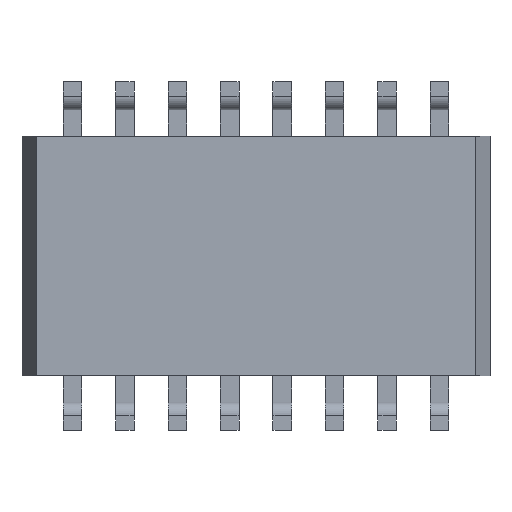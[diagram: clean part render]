
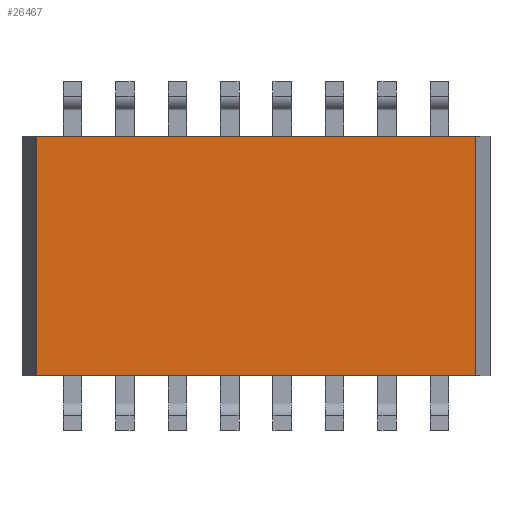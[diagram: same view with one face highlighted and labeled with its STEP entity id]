
A CAD part, front view. The second image highlights one B-rep face of the part: STEP entity #26467.
In plain terms, the highlighted planar face has unit normal (0, -1, 0).
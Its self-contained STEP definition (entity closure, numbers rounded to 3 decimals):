
#421 = CARTESIAN_POINT ( 'NONE',  ( -5.315, -0.75, 2.9 ) ) ;
#422 = CARTESIAN_POINT ( 'NONE',  ( 5.315, -0.75, 2.9 ) ) ;
#460 = CARTESIAN_POINT ( 'NONE',  ( 5.315, -0.75, -2.9 ) ) ;
#461 = CARTESIAN_POINT ( 'NONE',  ( -5.315, -0.75, -2.9 ) ) ;
#1701 = PLANE ( 'NONE',  #12183 ) ;
#1702 = CARTESIAN_POINT ( 'NONE',  ( -5.665, -0.75, 2.9 ) ) ;
#1703 = DIRECTION ( 'NONE',  ( 0., 1., 0. ) ) ;
#1704 = DIRECTION ( 'NONE',  ( 0., 0., 1. ) ) ;
#2545 = CARTESIAN_POINT ( 'NONE',  ( -5.665, -0.75, 2.9 ) ) ;
#2546 = DIRECTION ( 'NONE',  ( 1., 0., 0. ) ) ;
#2629 = CARTESIAN_POINT ( 'NONE',  ( -5.665, -0.75, -2.9 ) ) ;
#2630 = DIRECTION ( 'NONE',  ( -1., 0., 0. ) ) ;
#2637 = CARTESIAN_POINT ( 'NONE',  ( -5.315, -0.75, -2.9 ) ) ;
#2638 = DIRECTION ( 'NONE',  ( 0., 0., 1. ) ) ;
#2639 = CARTESIAN_POINT ( 'NONE',  ( 5.315, -0.75, -2.9 ) ) ;
#2640 = DIRECTION ( 'NONE',  ( 0., 0., 1. ) ) ;
#2918 = LINE ( 'NONE', #2545, #29999 ) ;
#2961 = LINE ( 'NONE', #2629, #30041 ) ;
#2965 = LINE ( 'NONE', #2637, #30045 ) ;
#2966 = LINE ( 'NONE', #2639, #30046 ) ;
#11058 = VERTEX_POINT ( 'NONE', #421 ) ;
#11059 = VERTEX_POINT ( 'NONE', #422 ) ;
#11097 = VERTEX_POINT ( 'NONE', #460 ) ;
#11098 = VERTEX_POINT ( 'NONE', #461 ) ;
#12183 = AXIS2_PLACEMENT_3D ( 'NONE', #1702, #1703, #1704 ) ;
#15614 = FACE_OUTER_BOUND ( 'NONE', #20322, .T. ) ;
#20322 = EDGE_LOOP ( 'NONE', ( #21832, #21833, #21831, #21834 ) ) ;
#21831 = ORIENTED_EDGE ( 'NONE', *, *, #26617, .F. ) ;
#21832 = ORIENTED_EDGE ( 'NONE', *, *, #26575, .F. ) ;
#21833 = ORIENTED_EDGE ( 'NONE', *, *, #26621, .F. ) ;
#21834 = ORIENTED_EDGE ( 'NONE', *, *, #26622, .T. ) ;
#26467 = ADVANCED_FACE ( 'NONE', ( #15614 ), #1701, .F. ) ;
#26575 = EDGE_CURVE ( 'NONE', #11058, #11059, #2918, .T. ) ;
#26617 = EDGE_CURVE ( 'NONE', #11097, #11098, #2961, .T. ) ;
#26621 = EDGE_CURVE ( 'NONE', #11098, #11058, #2965, .T. ) ;
#26622 = EDGE_CURVE ( 'NONE', #11097, #11059, #2966, .T. ) ;
#29999 = VECTOR ( 'NONE', #2546, 1000. ) ;
#30041 = VECTOR ( 'NONE', #2630, 1000. ) ;
#30045 = VECTOR ( 'NONE', #2638, 1000. ) ;
#30046 = VECTOR ( 'NONE', #2640, 1000. ) ;
